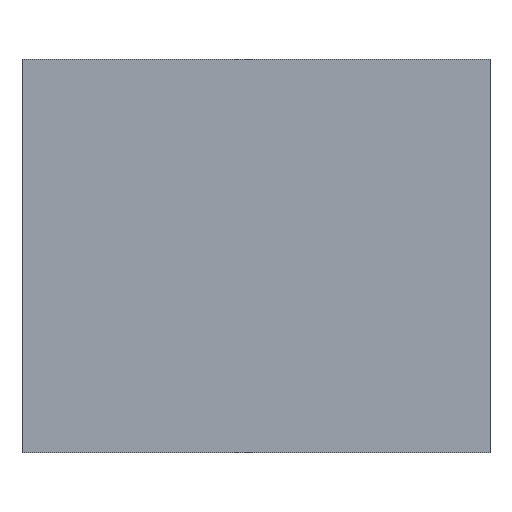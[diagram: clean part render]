
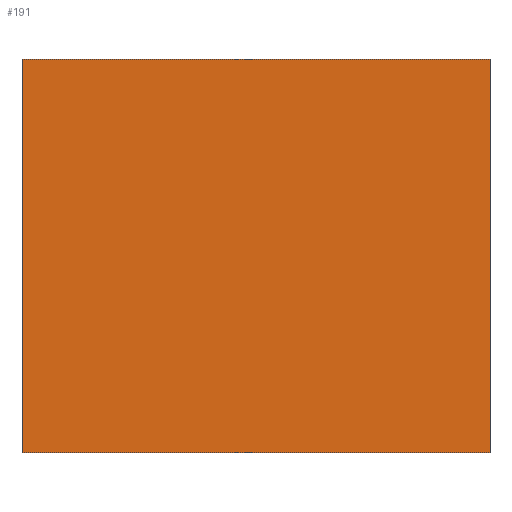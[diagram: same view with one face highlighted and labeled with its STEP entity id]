
A CAD part, front view. The second image highlights one B-rep face of the part: STEP entity #191.
In plain terms, the highlighted planar face has unit normal (0, -1, 0).
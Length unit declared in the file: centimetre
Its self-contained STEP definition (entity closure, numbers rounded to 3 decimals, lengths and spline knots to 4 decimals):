
#23=FACE_OUTER_BOUND('',#33,.T.);
#33=EDGE_LOOP('',(#151,#152,#153,#154));
#57=LINE('',#292,#81);
#58=LINE('',#295,#82);
#59=LINE('',#297,#83);
#60=LINE('',#298,#84);
#81=VECTOR('',#239,1.);
#82=VECTOR('',#242,1.);
#83=VECTOR('',#243,1.);
#84=VECTOR('',#244,1.);
#99=VERTEX_POINT('',#288);
#100=VERTEX_POINT('',#290);
#101=VERTEX_POINT('',#294);
#102=VERTEX_POINT('',#296);
#121=EDGE_CURVE('',#99,#100,#57,.T.);
#122=EDGE_CURVE('',#101,#99,#58,.T.);
#123=EDGE_CURVE('',#102,#100,#59,.T.);
#124=EDGE_CURVE('',#101,#102,#60,.T.);
#151=ORIENTED_EDGE('',*,*,#122,.T.);
#152=ORIENTED_EDGE('',*,*,#121,.T.);
#153=ORIENTED_EDGE('',*,*,#123,.F.);
#154=ORIENTED_EDGE('',*,*,#124,.F.);
#181=PLANE('',#203);
#191=ADVANCED_FACE('',(#23),#181,.T.);
#203=AXIS2_PLACEMENT_3D('',#293,#240,#241);
#239=DIRECTION('',(0.,0.,1.));
#240=DIRECTION('center_axis',(0.,-1.,0.));
#241=DIRECTION('ref_axis',(1.,0.,0.));
#242=DIRECTION('',(1.,0.,0.));
#243=DIRECTION('',(1.,0.,0.));
#244=DIRECTION('',(0.,0.,1.));
#288=CARTESIAN_POINT('',(3.4383,-2.0117,-4.55));
#290=CARTESIAN_POINT('',(3.4383,-2.0117,0.75));
#292=CARTESIAN_POINT('',(3.4383,-2.0117,-4.55));
#293=CARTESIAN_POINT('Origin',(-2.8617,-2.0117,-4.55));
#294=CARTESIAN_POINT('',(-2.8617,-2.0117,-4.55));
#295=CARTESIAN_POINT('',(-2.8617,-2.0117,-4.55));
#296=CARTESIAN_POINT('',(-2.8617,-2.0117,0.75));
#297=CARTESIAN_POINT('',(-2.8617,-2.0117,0.75));
#298=CARTESIAN_POINT('',(-2.8617,-2.0117,-4.55));
